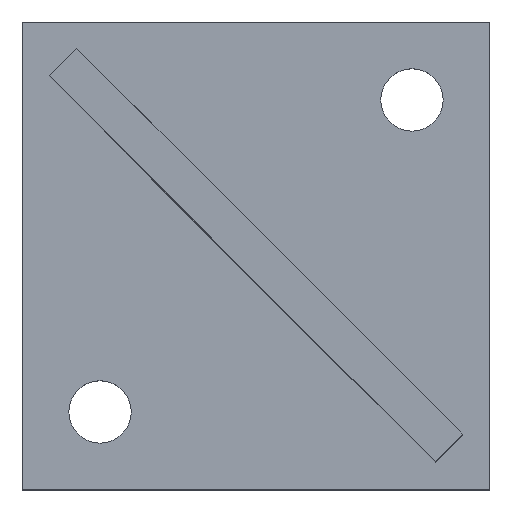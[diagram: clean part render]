
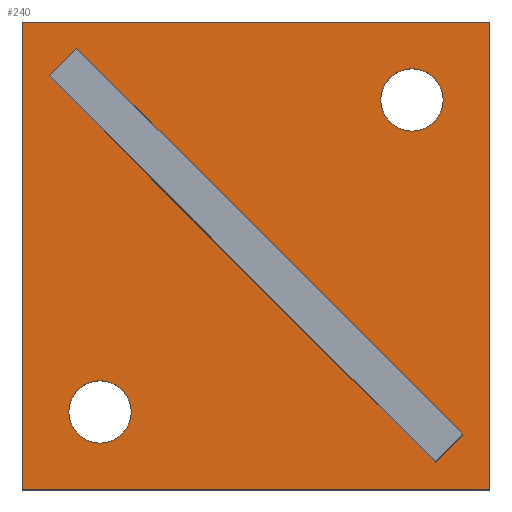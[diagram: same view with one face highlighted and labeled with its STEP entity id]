
A CAD part, top view. The second image highlights one B-rep face of the part: STEP entity #240.
In plain terms, the highlighted planar face has unit normal (0, 0, 1).
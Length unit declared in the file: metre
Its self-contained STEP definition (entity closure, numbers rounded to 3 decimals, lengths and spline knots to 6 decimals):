
#15=LINE('',#359,#39);
#16=LINE('',#362,#40);
#17=LINE('',#364,#41);
#18=LINE('',#366,#42);
#19=LINE('',#367,#43);
#20=LINE('',#370,#44);
#21=LINE('',#372,#45);
#22=LINE('',#374,#46);
#39=VECTOR('',#295,1.);
#40=VECTOR('',#296,1.);
#41=VECTOR('',#297,1.);
#42=VECTOR('',#298,1.);
#43=VECTOR('',#299,1.);
#44=VECTOR('',#300,1.);
#45=VECTOR('',#301,1.);
#46=VECTOR('',#302,1.);
#63=ORIENTED_EDGE('',*,*,#123,.T.);
#64=ORIENTED_EDGE('',*,*,#124,.T.);
#65=ORIENTED_EDGE('',*,*,#125,.F.);
#66=ORIENTED_EDGE('',*,*,#126,.T.);
#67=ORIENTED_EDGE('',*,*,#127,.T.);
#68=ORIENTED_EDGE('',*,*,#128,.F.);
#69=ORIENTED_EDGE('',*,*,#129,.T.);
#70=ORIENTED_EDGE('',*,*,#130,.T.);
#71=ORIENTED_EDGE('',*,*,#131,.T.);
#72=ORIENTED_EDGE('',*,*,#132,.T.);
#123=EDGE_CURVE('',#153,#153,#175,.T.);
#124=EDGE_CURVE('',#154,#154,#176,.T.);
#125=EDGE_CURVE('',#155,#156,#15,.T.);
#126=EDGE_CURVE('',#155,#157,#16,.T.);
#127=EDGE_CURVE('',#157,#158,#17,.T.);
#128=EDGE_CURVE('',#156,#158,#18,.T.);
#129=EDGE_CURVE('',#159,#160,#19,.T.);
#130=EDGE_CURVE('',#160,#161,#20,.T.);
#131=EDGE_CURVE('',#161,#162,#21,.T.);
#132=EDGE_CURVE('',#162,#159,#22,.T.);
#153=VERTEX_POINT('',#356);
#154=VERTEX_POINT('',#358);
#155=VERTEX_POINT('',#360);
#156=VERTEX_POINT('',#361);
#157=VERTEX_POINT('',#363);
#158=VERTEX_POINT('',#365);
#159=VERTEX_POINT('',#368);
#160=VERTEX_POINT('',#369);
#161=VERTEX_POINT('',#371);
#162=VERTEX_POINT('',#373);
#175=CIRCLE('',#268,0.0016);
#176=CIRCLE('',#269,0.0016);
#181=EDGE_LOOP('',(#63));
#182=EDGE_LOOP('',(#64));
#183=EDGE_LOOP('',(#65,#66,#67,#68));
#184=EDGE_LOOP('',(#69,#70,#71,#72));
#205=FACE_BOUND('',#181,.T.);
#206=FACE_BOUND('',#182,.T.);
#207=FACE_BOUND('',#183,.T.);
#208=FACE_BOUND('',#184,.T.);
#229=PLANE('',#267);
#240=ADVANCED_FACE('',(#205,#206,#207,#208),#229,.T.);
#267=AXIS2_PLACEMENT_3D('',#354,#289,#290);
#268=AXIS2_PLACEMENT_3D('',#355,#291,#292);
#269=AXIS2_PLACEMENT_3D('',#357,#293,#294);
#289=DIRECTION('',(0.,0.,1.));
#290=DIRECTION('',(1.,0.,0.));
#291=DIRECTION('',(0.,0.,-1.));
#292=DIRECTION('',(-1.,0.,0.));
#293=DIRECTION('',(0.,0.,-1.));
#294=DIRECTION('',(-1.,0.,0.));
#295=DIRECTION('',(0.,-1.,0.));
#296=DIRECTION('',(-1.,0.,0.));
#297=DIRECTION('',(0.,-1.,0.));
#298=DIRECTION('',(-1.,0.,0.));
#299=DIRECTION('',(-0.707,0.707,0.));
#300=DIRECTION('',(0.707,0.707,0.));
#301=DIRECTION('',(0.707,-0.707,0.));
#302=DIRECTION('',(-0.707,-0.707,0.));
#354=CARTESIAN_POINT('',(0.,0.,0.003));
#355=CARTESIAN_POINT('',(0.008,0.008,0.003));
#356=CARTESIAN_POINT('',(0.0064,0.008,0.003));
#357=CARTESIAN_POINT('',(-0.008,-0.008,0.003));
#358=CARTESIAN_POINT('',(-0.0096,-0.008,0.003));
#359=CARTESIAN_POINT('',(0.012,0.,0.003));
#360=CARTESIAN_POINT('',(0.012,0.012,0.003));
#361=CARTESIAN_POINT('',(0.012,-0.012,0.003));
#362=CARTESIAN_POINT('',(0.,0.012,0.003));
#363=CARTESIAN_POINT('',(-0.012,0.012,0.003));
#364=CARTESIAN_POINT('',(-0.012,0.,0.003));
#365=CARTESIAN_POINT('',(-0.012,-0.012,0.003));
#366=CARTESIAN_POINT('',(0.,-0.012,0.003));
#367=CARTESIAN_POINT('',(-0.000707,-0.000707,0.003));
#368=CARTESIAN_POINT('',(0.009192,-0.010607,0.003));
#369=CARTESIAN_POINT('',(-0.010607,0.009192,0.003));
#370=CARTESIAN_POINT('',(-0.009899,0.009899,0.003));
#371=CARTESIAN_POINT('',(-0.009192,0.010607,0.003));
#372=CARTESIAN_POINT('',(0.000707,0.000707,0.003));
#373=CARTESIAN_POINT('',(0.010607,-0.009192,0.003));
#374=CARTESIAN_POINT('',(0.009899,-0.009899,0.003));
